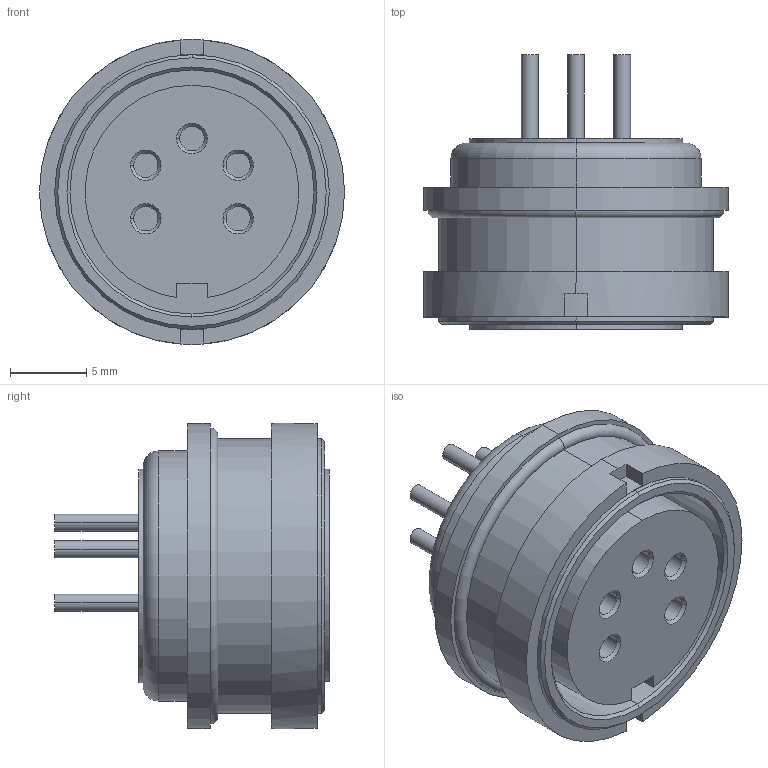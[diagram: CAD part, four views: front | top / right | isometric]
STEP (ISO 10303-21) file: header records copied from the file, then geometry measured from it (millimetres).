
FILE_DESCRIPTION((''),'2;1');
FILE_NAME('09-0116-80-05.stp','2005-04-22T09:48:27',('generator'),(''),'Autodesk Inventor 7','Autodesk Inventor 7','');
FILE_SCHEMA(('AUTOMOTIVE_DESIGN { 1 0 10303 214 1 1 1 1 }'));
Length unit declared in the file: millimetre
Products named in the file (1): 09-0116-80-05
Bounding box: 20 x 18 x 20 mm (x, y, z)
Volume: 2844.7 mm3; surface area: 2439.9 mm2
Topology: 1 solids, 1 shells, 84 faces, 177 edges, 112 vertices
Faces by surface type: cylinder 38, plane 28, cone 14, torus 4
Entity records: 2302 total; most frequent: DIRECTION 449, CARTESIAN_POINT 374, ORIENTED_EDGE 354, AXIS2_PLACEMENT_3D 187, EDGE_CURVE 177, VERTEX_POINT 112, CIRCLE 102, EDGE_LOOP 101
